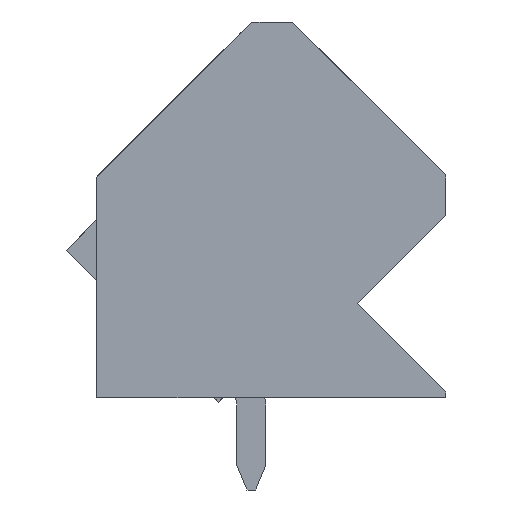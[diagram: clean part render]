
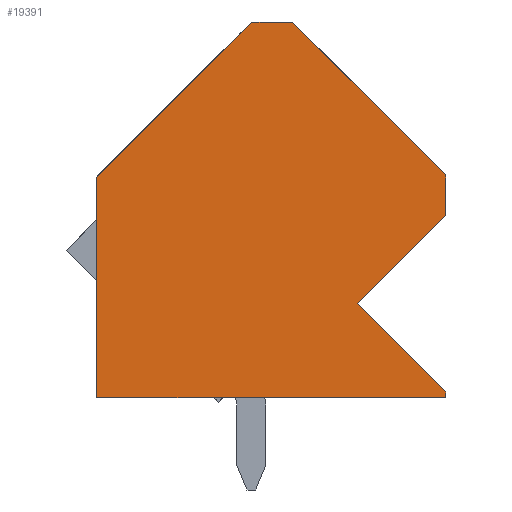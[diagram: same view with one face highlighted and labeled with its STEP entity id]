
A CAD part, left-side view. The second image highlights one B-rep face of the part: STEP entity #19391.
In plain terms, the highlighted planar face has unit normal (-1, 0, 0).
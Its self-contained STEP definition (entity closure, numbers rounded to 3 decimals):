
#19354=AXIS2_PLACEMENT_3D('Plane Axis2P3D',#19351,#19352,#19353) ;
#19200=CARTESIAN_POINT('Vertex',(0.,6.718,16.228)) ;
#19203=CARTESIAN_POINT('Line Origine',(0.,6.01,16.228)) ;
#19207=CARTESIAN_POINT('Vertex',(0.,5.303,16.228)) ;
#19243=CARTESIAN_POINT('Vertex',(0.,0.001,3.4)) ;
#19246=CARTESIAN_POINT('Line Origine',(0.,0.,3.3)) ;
#19250=CARTESIAN_POINT('Vertex',(0.,0.,3.2)) ;
#19276=CARTESIAN_POINT('Vertex',(0.,3.055,6.455)) ;
#19279=CARTESIAN_POINT('Line Origine',(0.,1.528,4.927)) ;
#19302=CARTESIAN_POINT('Vertex',(0.,0.,9.51)) ;
#19305=CARTESIAN_POINT('Line Origine',(0.,1.528,7.983)) ;
#19335=CARTESIAN_POINT('Vertex',(0.,0.,10.924)) ;
#19338=CARTESIAN_POINT('Line Origine',(0.,0.,10.217)) ;
#19351=CARTESIAN_POINT('Axis2P3D Location',(0.,0.,0.)) ;
#19356=CARTESIAN_POINT('Line Origine',(0.,9.405,13.54)) ;
#19360=CARTESIAN_POINT('Vertex',(0.,12.092,10.853)) ;
#19363=CARTESIAN_POINT('Line Origine',(0.,12.093,7.027)) ;
#19367=CARTESIAN_POINT('Vertex',(0.,12.093,3.2)) ;
#19370=CARTESIAN_POINT('Line Origine',(0.,6.046,3.2)) ;
#19375=CARTESIAN_POINT('Line Origine',(0.,2.652,13.576)) ;
#19204=DIRECTION('Vector Direction',(0.,-1.,0.)) ;
#19247=DIRECTION('Vector Direction',(0.,-0.004,-1.)) ;
#19280=DIRECTION('Vector Direction',(0.,-0.707,-0.707)) ;
#19306=DIRECTION('Vector Direction',(0.,0.707,-0.707)) ;
#19339=DIRECTION('Vector Direction',(0.,0.,-1.)) ;
#19352=DIRECTION('Axis2P3D Direction',(-1.,0.,0.)) ;
#19353=DIRECTION('Axis2P3D XDirection',(0.,0.,1.)) ;
#19357=DIRECTION('Vector Direction',(0.,-0.707,0.707)) ;
#19364=DIRECTION('Vector Direction',(0.,0.,1.)) ;
#19371=DIRECTION('Vector Direction',(0.,1.,0.)) ;
#19376=DIRECTION('Vector Direction',(0.,-0.707,-0.707)) ;
#19205=VECTOR('Line Direction',#19204,1.) ;
#19248=VECTOR('Line Direction',#19247,1.) ;
#19281=VECTOR('Line Direction',#19280,1.) ;
#19307=VECTOR('Line Direction',#19306,1.) ;
#19340=VECTOR('Line Direction',#19339,1.) ;
#19358=VECTOR('Line Direction',#19357,1.) ;
#19365=VECTOR('Line Direction',#19364,1.) ;
#19372=VECTOR('Line Direction',#19371,1.) ;
#19377=VECTOR('Line Direction',#19376,1.) ;
#19381=ORIENTED_EDGE('',*,*,#19209,.T.) ;
#19382=ORIENTED_EDGE('',*,*,#19362,.T.) ;
#19383=ORIENTED_EDGE('',*,*,#19369,.T.) ;
#19384=ORIENTED_EDGE('',*,*,#19374,.T.) ;
#19385=ORIENTED_EDGE('',*,*,#19252,.T.) ;
#19386=ORIENTED_EDGE('',*,*,#19283,.T.) ;
#19387=ORIENTED_EDGE('',*,*,#19309,.T.) ;
#19388=ORIENTED_EDGE('',*,*,#19342,.T.) ;
#19389=ORIENTED_EDGE('',*,*,#19379,.T.) ;
#19391=ADVANCED_FACE('HOUSING',(#19390),#19355,.T.) ;
#19209=EDGE_CURVE('',#19208,#19201,#19206,.F.) ;
#19252=EDGE_CURVE('',#19251,#19244,#19249,.F.) ;
#19283=EDGE_CURVE('',#19244,#19277,#19282,.F.) ;
#19309=EDGE_CURVE('',#19277,#19303,#19308,.F.) ;
#19342=EDGE_CURVE('',#19303,#19336,#19341,.F.) ;
#19362=EDGE_CURVE('',#19201,#19361,#19359,.F.) ;
#19369=EDGE_CURVE('',#19361,#19368,#19366,.F.) ;
#19374=EDGE_CURVE('',#19368,#19251,#19373,.F.) ;
#19379=EDGE_CURVE('',#19336,#19208,#19378,.F.) ;
#19380=EDGE_LOOP('',(#19381,#19382,#19383,#19384,#19385,#19386,#19387,#19388,#19389)) ;
#19390=FACE_OUTER_BOUND('',#19380,.T.) ;
#19206=LINE('Line',#19203,#19205) ;
#19249=LINE('Line',#19246,#19248) ;
#19282=LINE('Line',#19279,#19281) ;
#19308=LINE('Line',#19305,#19307) ;
#19341=LINE('Line',#19338,#19340) ;
#19359=LINE('Line',#19356,#19358) ;
#19366=LINE('Line',#19363,#19365) ;
#19373=LINE('Line',#19370,#19372) ;
#19378=LINE('Line',#19375,#19377) ;
#19355=PLANE('',#19354) ;
#19201=VERTEX_POINT('',#19200) ;
#19208=VERTEX_POINT('',#19207) ;
#19244=VERTEX_POINT('',#19243) ;
#19251=VERTEX_POINT('',#19250) ;
#19277=VERTEX_POINT('',#19276) ;
#19303=VERTEX_POINT('',#19302) ;
#19336=VERTEX_POINT('',#19335) ;
#19361=VERTEX_POINT('',#19360) ;
#19368=VERTEX_POINT('',#19367) ;
